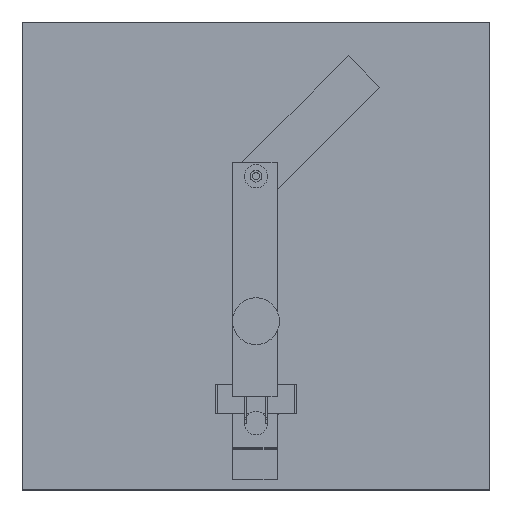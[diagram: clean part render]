
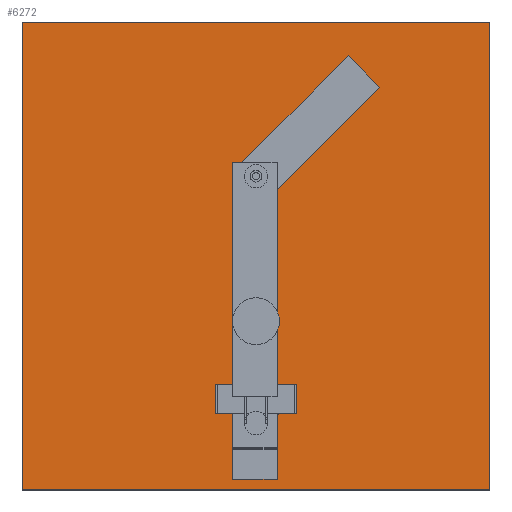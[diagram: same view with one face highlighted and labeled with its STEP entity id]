
A CAD part, top view. The second image highlights one B-rep face of the part: STEP entity #6272.
In plain terms, the highlighted planar face has unit normal (0, 0, 1).
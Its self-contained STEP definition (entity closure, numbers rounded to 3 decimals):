
#5958 = VERTEX_POINT('',#5959);
#5959 = CARTESIAN_POINT('',(-200.,-100.,-30.));
#5966 = PLANE('',#5967);
#5967 = AXIS2_PLACEMENT_3D('',#5968,#5969,#5970);
#5968 = CARTESIAN_POINT('',(-200.,-100.,-40.));
#5969 = DIRECTION('',(1.,0.,0.));
#5970 = DIRECTION('',(0.,0.,1.));
#5978 = PLANE('',#5979);
#5979 = AXIS2_PLACEMENT_3D('',#5980,#5981,#5982);
#5980 = CARTESIAN_POINT('',(-200.,-100.,-40.));
#5981 = DIRECTION('',(0.,1.,0.));
#5982 = DIRECTION('',(0.,0.,1.));
#6019 = VERTEX_POINT('',#6020);
#6020 = CARTESIAN_POINT('',(-200.,300.,-30.));
#6034 = PLANE('',#6035);
#6035 = AXIS2_PLACEMENT_3D('',#6036,#6037,#6038);
#6036 = CARTESIAN_POINT('',(-200.,300.,-40.));
#6037 = DIRECTION('',(0.,1.,0.));
#6038 = DIRECTION('',(0.,0.,1.));
#6046 = EDGE_CURVE('',#5958,#6019,#6047,.T.);
#6047 = SURFACE_CURVE('',#6048,(#6052,#6059),.PCURVE_S1.);
#6048 = LINE('',#6049,#6050);
#6049 = CARTESIAN_POINT('',(-200.,-100.,-30.));
#6050 = VECTOR('',#6051,1.);
#6051 = DIRECTION('',(0.,1.,0.));
#6052 = PCURVE('',#5966,#6053);
#6053 = DEFINITIONAL_REPRESENTATION('',(#6054),#6058);
#6054 = LINE('',#6055,#6056);
#6055 = CARTESIAN_POINT('',(10.,0.));
#6056 = VECTOR('',#6057,1.);
#6057 = DIRECTION('',(0.,-1.));
#6058 = ( GEOMETRIC_REPRESENTATION_CONTEXT(2) 
PARAMETRIC_REPRESENTATION_CONTEXT() REPRESENTATION_CONTEXT('2D SPACE',''
  ) );
#6059 = PCURVE('',#6060,#6065);
#6060 = PLANE('',#6061);
#6061 = AXIS2_PLACEMENT_3D('',#6062,#6063,#6064);
#6062 = CARTESIAN_POINT('',(-200.,-100.,-30.));
#6063 = DIRECTION('',(0.,0.,1.));
#6064 = DIRECTION('',(1.,0.,0.));
#6065 = DEFINITIONAL_REPRESENTATION('',(#6066),#6070);
#6066 = LINE('',#6067,#6068);
#6067 = CARTESIAN_POINT('',(0.,0.));
#6068 = VECTOR('',#6069,1.);
#6069 = DIRECTION('',(0.,1.));
#6070 = ( GEOMETRIC_REPRESENTATION_CONTEXT(2) 
PARAMETRIC_REPRESENTATION_CONTEXT() REPRESENTATION_CONTEXT('2D SPACE',''
  ) );
#6078 = VERTEX_POINT('',#6079);
#6079 = CARTESIAN_POINT('',(200.,-100.,-30.));
#6086 = PLANE('',#6087);
#6087 = AXIS2_PLACEMENT_3D('',#6088,#6089,#6090);
#6088 = CARTESIAN_POINT('',(200.,-100.,-40.));
#6089 = DIRECTION('',(1.,0.,0.));
#6090 = DIRECTION('',(0.,0.,1.));
#6129 = VERTEX_POINT('',#6130);
#6130 = CARTESIAN_POINT('',(200.,300.,-30.));
#6151 = EDGE_CURVE('',#6078,#6129,#6152,.T.);
#6152 = SURFACE_CURVE('',#6153,(#6157,#6164),.PCURVE_S1.);
#6153 = LINE('',#6154,#6155);
#6154 = CARTESIAN_POINT('',(200.,-100.,-30.));
#6155 = VECTOR('',#6156,1.);
#6156 = DIRECTION('',(0.,1.,0.));
#6157 = PCURVE('',#6086,#6158);
#6158 = DEFINITIONAL_REPRESENTATION('',(#6159),#6163);
#6159 = LINE('',#6160,#6161);
#6160 = CARTESIAN_POINT('',(10.,0.));
#6161 = VECTOR('',#6162,1.);
#6162 = DIRECTION('',(0.,-1.));
#6163 = ( GEOMETRIC_REPRESENTATION_CONTEXT(2) 
PARAMETRIC_REPRESENTATION_CONTEXT() REPRESENTATION_CONTEXT('2D SPACE',''
  ) );
#6164 = PCURVE('',#6060,#6165);
#6165 = DEFINITIONAL_REPRESENTATION('',(#6166),#6170);
#6166 = LINE('',#6167,#6168);
#6167 = CARTESIAN_POINT('',(400.,0.));
#6168 = VECTOR('',#6169,1.);
#6169 = DIRECTION('',(0.,1.));
#6170 = ( GEOMETRIC_REPRESENTATION_CONTEXT(2) 
PARAMETRIC_REPRESENTATION_CONTEXT() REPRESENTATION_CONTEXT('2D SPACE',''
  ) );
#6197 = EDGE_CURVE('',#5958,#6078,#6198,.T.);
#6198 = SURFACE_CURVE('',#6199,(#6203,#6210),.PCURVE_S1.);
#6199 = LINE('',#6200,#6201);
#6200 = CARTESIAN_POINT('',(-200.,-100.,-30.));
#6201 = VECTOR('',#6202,1.);
#6202 = DIRECTION('',(1.,0.,0.));
#6203 = PCURVE('',#5978,#6204);
#6204 = DEFINITIONAL_REPRESENTATION('',(#6205),#6209);
#6205 = LINE('',#6206,#6207);
#6206 = CARTESIAN_POINT('',(10.,0.));
#6207 = VECTOR('',#6208,1.);
#6208 = DIRECTION('',(0.,1.));
#6209 = ( GEOMETRIC_REPRESENTATION_CONTEXT(2) 
PARAMETRIC_REPRESENTATION_CONTEXT() REPRESENTATION_CONTEXT('2D SPACE',''
  ) );
#6210 = PCURVE('',#6060,#6211);
#6211 = DEFINITIONAL_REPRESENTATION('',(#6212),#6216);
#6212 = LINE('',#6213,#6214);
#6213 = CARTESIAN_POINT('',(0.,0.));
#6214 = VECTOR('',#6215,1.);
#6215 = DIRECTION('',(1.,0.));
#6216 = ( GEOMETRIC_REPRESENTATION_CONTEXT(2) 
PARAMETRIC_REPRESENTATION_CONTEXT() REPRESENTATION_CONTEXT('2D SPACE',''
  ) );
#6244 = EDGE_CURVE('',#6019,#6129,#6245,.T.);
#6245 = SURFACE_CURVE('',#6246,(#6250,#6257),.PCURVE_S1.);
#6246 = LINE('',#6247,#6248);
#6247 = CARTESIAN_POINT('',(-200.,300.,-30.));
#6248 = VECTOR('',#6249,1.);
#6249 = DIRECTION('',(1.,0.,0.));
#6250 = PCURVE('',#6034,#6251);
#6251 = DEFINITIONAL_REPRESENTATION('',(#6252),#6256);
#6252 = LINE('',#6253,#6254);
#6253 = CARTESIAN_POINT('',(10.,0.));
#6254 = VECTOR('',#6255,1.);
#6255 = DIRECTION('',(0.,1.));
#6256 = ( GEOMETRIC_REPRESENTATION_CONTEXT(2) 
PARAMETRIC_REPRESENTATION_CONTEXT() REPRESENTATION_CONTEXT('2D SPACE',''
  ) );
#6257 = PCURVE('',#6060,#6258);
#6258 = DEFINITIONAL_REPRESENTATION('',(#6259),#6263);
#6259 = LINE('',#6260,#6261);
#6260 = CARTESIAN_POINT('',(0.,400.));
#6261 = VECTOR('',#6262,1.);
#6262 = DIRECTION('',(1.,0.));
#6263 = ( GEOMETRIC_REPRESENTATION_CONTEXT(2) 
PARAMETRIC_REPRESENTATION_CONTEXT() REPRESENTATION_CONTEXT('2D SPACE',''
  ) );
#6272 = ADVANCED_FACE('',(#6273),#6060,.T.);
#6273 = FACE_BOUND('',#6274,.T.);
#6274 = EDGE_LOOP('',(#6275,#6276,#6277,#6278));
#6275 = ORIENTED_EDGE('',*,*,#6046,.F.);
#6276 = ORIENTED_EDGE('',*,*,#6197,.T.);
#6277 = ORIENTED_EDGE('',*,*,#6151,.T.);
#6278 = ORIENTED_EDGE('',*,*,#6244,.F.);
